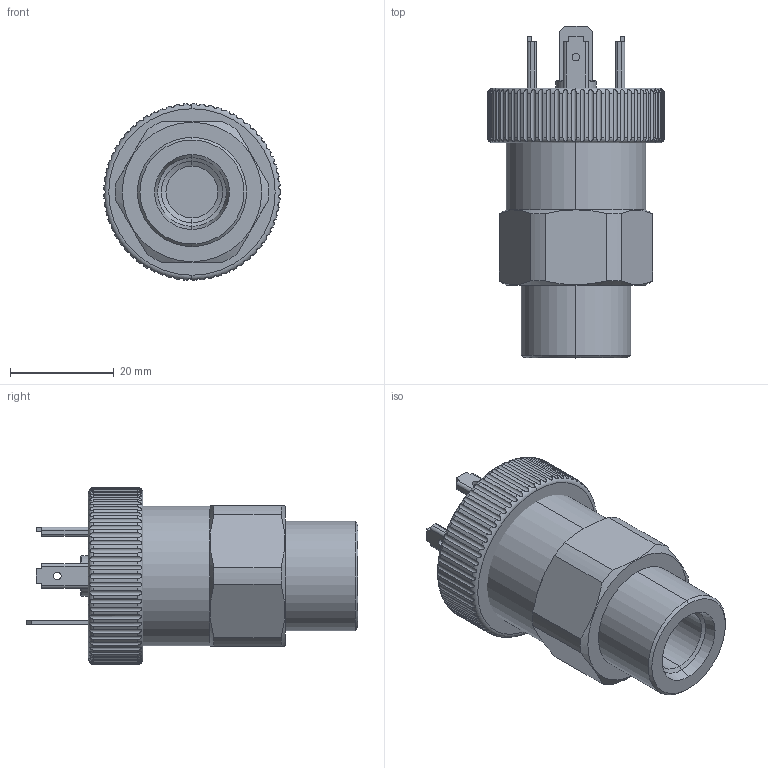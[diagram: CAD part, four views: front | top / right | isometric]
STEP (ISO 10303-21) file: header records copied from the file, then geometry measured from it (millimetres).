
FILE_DESCRIPTION (( 'STEP AP214' ), '1' );
FILE_NAME ('847X.XX.XX.10.05.STEP', '2017-06-26T11:45:50', ( 'upgadmin' ), ( 'Hewlett-Packard Company' ), 'SwSTEP 2.0', 'SolidWorks 2016', '' );
FILE_SCHEMA (( 'AUTOMOTIVE_DESIGN' ));
Length unit declared in the file: millimetre
Products named in the file (7): Stiftplatte_DIN-Stecker; C26008_defeatured; 847X.XX.XX.10.05; ﾜ-Mutter_E01220; ﾜ-Mutter
Assembly tree (3 placements, depth 2):
  Stiftplatte_DIN-Stecker
  C26008_defeatured
  847X.XX.XX.10.05
    C26008_defeatured
    Stiftplatte_DIN-Stecker
    ﾜ-Mutter_E01220
  ﾜ-Mutter
Bounding box: 33.99 x 63.85 x 34 mm (x, y, z)
Volume: 29873 mm3; surface area: 11261.1 mm2
Topology: 3 solids, 3 shells, 437 faces, 1205 edges, 794 vertices
Faces by surface type: cylinder 230, plane 154, bspline 25, cone 14, torus 14
Entity records: 18754 total; most frequent: CARTESIAN_POINT 6230, ORIENTED_EDGE 2410, DIRECTION 2157, EDGE_CURVE 1205, VERTEX_POINT 794, AXIS2_PLACEMENT_3D 781, VECTOR 595, LINE 595
